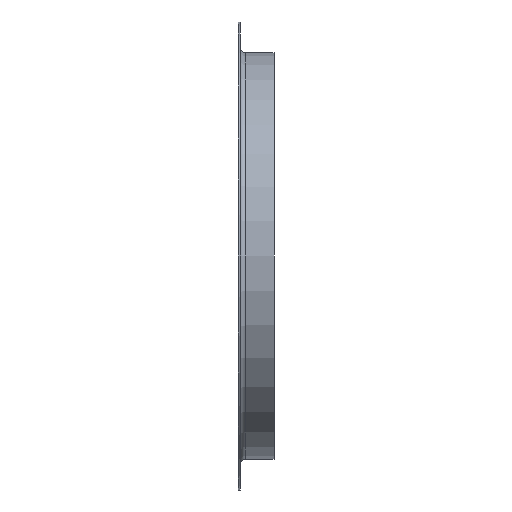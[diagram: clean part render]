
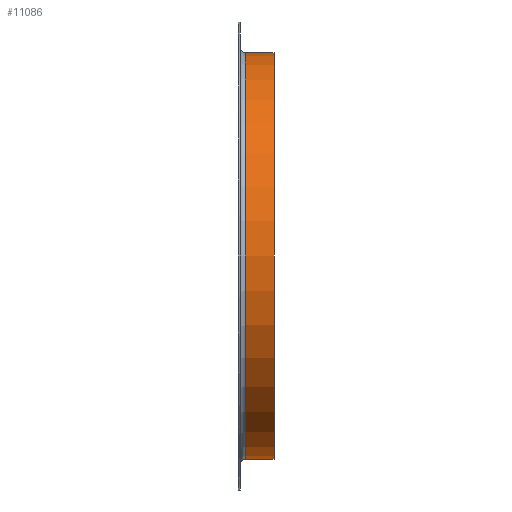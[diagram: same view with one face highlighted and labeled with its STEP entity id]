
A CAD part, front view. The second image highlights one B-rep face of the part: STEP entity #11086.
In plain terms, the highlighted cylindrical face has radius 254 mm (diameter 508 mm), a full revolution.
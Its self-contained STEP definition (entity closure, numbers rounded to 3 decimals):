
#467 = CARTESIAN_POINT ( 'NONE',  ( 45., 0., 0. ) ) ;
#1283 = CARTESIAN_POINT ( 'NONE',  ( 9., 0., 254. ) ) ;
#1368 = EDGE_CURVE ( 'NONE', #14618, #14618, #11285, .T. ) ;
#2643 = EDGE_CURVE ( 'NONE', #5156, #5156, #2918, .T. ) ;
#2918 = CIRCLE ( 'NONE', #9728, 254. ) ;
#3172 = AXIS2_PLACEMENT_3D ( 'NONE', #12379, #9670, #8200 ) ;
#3180 = DIRECTION ( 'NONE',  ( -1., 0., 0. ) ) ;
#3790 = CARTESIAN_POINT ( 'NONE',  ( 9., 0., 0. ) ) ;
#4801 = ORIENTED_EDGE ( 'NONE', *, *, #1368, .F. ) ;
#5156 = VERTEX_POINT ( 'NONE', #9190 ) ;
#5228 = DIRECTION ( 'NONE',  ( 0., 0., 1. ) ) ;
#5651 = CYLINDRICAL_SURFACE ( 'NONE', #3172, 254. ) ;
#8108 = ORIENTED_EDGE ( 'NONE', *, *, #2643, .T. ) ;
#8200 = DIRECTION ( 'NONE',  ( 0., 0., 1. ) ) ;
#8356 = DIRECTION ( 'NONE',  ( 0., 0., 1. ) ) ;
#8377 = FACE_OUTER_BOUND ( 'NONE', #10416, .T. ) ;
#9190 = CARTESIAN_POINT ( 'NONE',  ( 45., 0., 254. ) ) ;
#9262 = EDGE_LOOP ( 'NONE', ( #8108 ) ) ;
#9670 = DIRECTION ( 'NONE',  ( -1., 0., 0. ) ) ;
#9728 = AXIS2_PLACEMENT_3D ( 'NONE', #467, #3180, #8356 ) ;
#10416 = EDGE_LOOP ( 'NONE', ( #4801 ) ) ;
#11086 = ADVANCED_FACE ( 'NONE', ( #8377, #13586 ), #5651, .T. ) ;
#11285 = CIRCLE ( 'NONE', #12662, 254. ) ;
#12379 = CARTESIAN_POINT ( 'NONE',  ( 0., 0., 0. ) ) ;
#12662 = AXIS2_PLACEMENT_3D ( 'NONE', #3790, #15470, #5228 ) ;
#13586 = FACE_OUTER_BOUND ( 'NONE', #9262, .T. ) ;
#14618 = VERTEX_POINT ( 'NONE', #1283 ) ;
#15470 = DIRECTION ( 'NONE',  ( -1., 0., 0. ) ) ;
